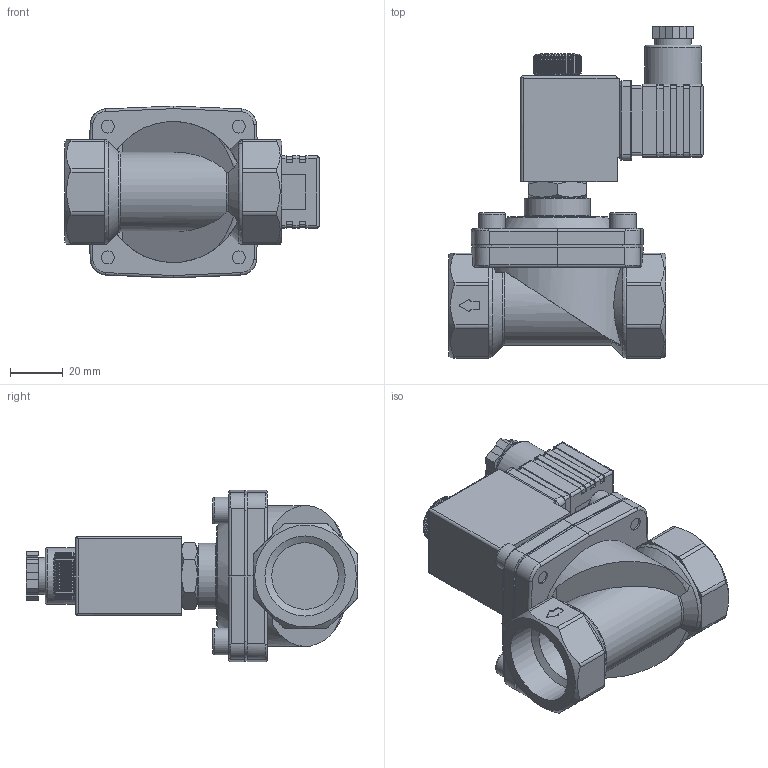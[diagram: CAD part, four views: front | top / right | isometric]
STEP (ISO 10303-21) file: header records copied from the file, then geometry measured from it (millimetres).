
FILE_DESCRIPTION((''),'2;1');
FILE_NAME('MZ1A25E025D23050.stp','2022-01-21T08:46:35',('RL'),(''),'Autodesk Inventor 2012','Autodesk Inventor 2012','');
FILE_SCHEMA(('AUTOMOTIVE_DESIGN { 1 0 10303 214 1 1 1 1 }'));
Length unit declared in the file: millimetre
Products named in the file (3): MZ1A25E025D230/50; MZ1A25E025D23050; GDA09 (1)
Assembly tree (2 placements, depth 2):
  MZ1A25E025D230/50
    MZ1A25E025D23050
    GDA09 (1)
Bounding box: 96.1 x 125.45 x 65 mm (x, y, z)
Volume: 206045.6 mm3; surface area: 46186.7 mm2
Topology: 3 solids, 3 shells, 771 faces, 2096 edges, 1378 vertices
Faces by surface type: plane 544, cylinder 183, torus 31, cone 13
Full cylindrical faces by diameter (mm): 1.7 x3, 2.459 x1, 3 x1, 3.2 x1, 4.917 x4, 5.5 x1, 6.6 x2, 7 x1, 8.5 x1, 10 x4, 10.5 x1, 13 x1, 14 x1, 16 x1, 18 x1, 21.5 x1, 21.8 x1, 22 x1, 24.9 x1, 25.2 x2, 30.291 x2
Entity records: 24918 total; most frequent: CARTESIAN_POINT 5768, ORIENTED_EDGE 4080, DIRECTION 3492, EDGE_CURVE 2040, VERTEX_POINT 1372, VECTOR 1166, LINE 1166, AXIS2_PLACEMENT_3D 1163
